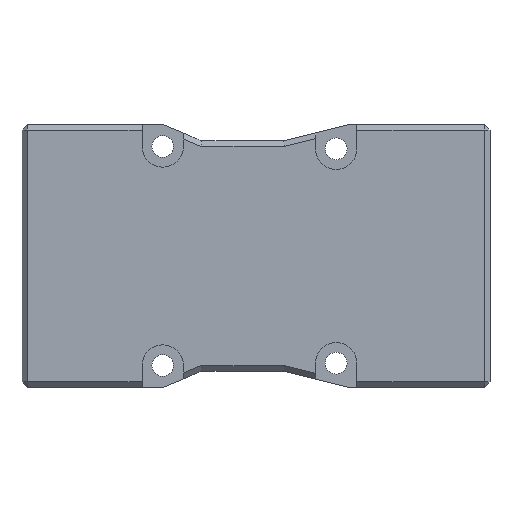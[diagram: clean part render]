
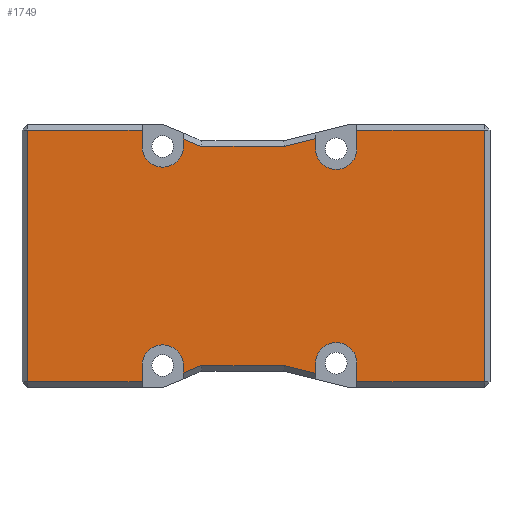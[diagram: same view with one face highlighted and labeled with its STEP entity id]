
A CAD part, front view. The second image highlights one B-rep face of the part: STEP entity #1749.
In plain terms, the highlighted planar face has unit normal (0, -1, 0).
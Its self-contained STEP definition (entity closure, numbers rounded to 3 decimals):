
#35=CIRCLE('',#1858,1.9);
#36=CIRCLE('',#1859,1.9);
#37=CIRCLE('',#1860,1.9);
#38=CIRCLE('',#1861,1.9);
#63=FACE_OUTER_BOUND('',#157,.T.);
#157=EDGE_LOOP('',(#1164,#1165,#1166,#1167,#1168,#1169,#1170,#1171,#1172,
#1173,#1174,#1175,#1176,#1177,#1178,#1179,#1180,#1181,#1182,#1183,#1184,
#1185,#1186,#1187));
#257=LINE('',#2451,#491);
#259=LINE('',#2455,#493);
#262=LINE('',#2461,#496);
#265=LINE('',#2467,#499);
#269=LINE('',#2475,#503);
#270=LINE('',#2479,#504);
#271=LINE('',#2481,#505);
#272=LINE('',#2483,#506);
#273=LINE('',#2485,#507);
#274=LINE('',#2487,#508);
#275=LINE('',#2491,#509);
#276=LINE('',#2493,#510);
#277=LINE('',#2495,#511);
#278=LINE('',#2497,#512);
#279=LINE('',#2499,#513);
#280=LINE('',#2503,#514);
#281=LINE('',#2505,#515);
#282=LINE('',#2507,#516);
#283=LINE('',#2509,#517);
#284=LINE('',#2511,#518);
#491=VECTOR('',#1977,10.);
#493=VECTOR('',#1981,10.);
#496=VECTOR('',#1986,10.);
#499=VECTOR('',#1991,10.);
#503=VECTOR('',#1997,10.);
#504=VECTOR('',#2000,10.);
#505=VECTOR('',#2001,10.);
#506=VECTOR('',#2002,10.);
#507=VECTOR('',#2003,10.);
#508=VECTOR('',#2004,10.);
#509=VECTOR('',#2007,10.);
#510=VECTOR('',#2008,10.);
#511=VECTOR('',#2009,10.);
#512=VECTOR('',#2010,10.);
#513=VECTOR('',#2011,10.);
#514=VECTOR('',#2014,10.);
#515=VECTOR('',#2015,10.);
#516=VECTOR('',#2016,10.);
#517=VECTOR('',#2017,10.);
#518=VECTOR('',#2018,10.);
#725=VERTEX_POINT('',#2448);
#726=VERTEX_POINT('',#2450);
#727=VERTEX_POINT('',#2454);
#729=VERTEX_POINT('',#2460);
#731=VERTEX_POINT('',#2466);
#734=VERTEX_POINT('',#2474);
#735=VERTEX_POINT('',#2476);
#736=VERTEX_POINT('',#2478);
#737=VERTEX_POINT('',#2480);
#738=VERTEX_POINT('',#2482);
#739=VERTEX_POINT('',#2484);
#740=VERTEX_POINT('',#2486);
#741=VERTEX_POINT('',#2488);
#742=VERTEX_POINT('',#2490);
#743=VERTEX_POINT('',#2492);
#744=VERTEX_POINT('',#2494);
#745=VERTEX_POINT('',#2496);
#746=VERTEX_POINT('',#2498);
#747=VERTEX_POINT('',#2500);
#748=VERTEX_POINT('',#2502);
#749=VERTEX_POINT('',#2504);
#750=VERTEX_POINT('',#2506);
#751=VERTEX_POINT('',#2508);
#752=VERTEX_POINT('',#2510);
#891=EDGE_CURVE('',#725,#726,#257,.T.);
#893=EDGE_CURVE('',#726,#727,#259,.T.);
#896=EDGE_CURVE('',#727,#729,#262,.T.);
#899=EDGE_CURVE('',#731,#729,#265,.T.);
#903=EDGE_CURVE('',#725,#734,#269,.T.);
#904=EDGE_CURVE('',#734,#735,#35,.T.);
#905=EDGE_CURVE('',#735,#736,#270,.T.);
#906=EDGE_CURVE('',#737,#736,#271,.T.);
#907=EDGE_CURVE('',#738,#737,#272,.T.);
#908=EDGE_CURVE('',#739,#738,#273,.T.);
#909=EDGE_CURVE('',#739,#740,#274,.T.);
#910=EDGE_CURVE('',#740,#741,#36,.T.);
#911=EDGE_CURVE('',#741,#742,#275,.T.);
#912=EDGE_CURVE('',#743,#742,#276,.T.);
#913=EDGE_CURVE('',#744,#743,#277,.T.);
#914=EDGE_CURVE('',#745,#744,#278,.T.);
#915=EDGE_CURVE('',#745,#746,#279,.T.);
#916=EDGE_CURVE('',#746,#747,#37,.T.);
#917=EDGE_CURVE('',#747,#748,#280,.T.);
#918=EDGE_CURVE('',#749,#748,#281,.T.);
#919=EDGE_CURVE('',#750,#749,#282,.T.);
#920=EDGE_CURVE('',#751,#750,#283,.T.);
#921=EDGE_CURVE('',#751,#752,#284,.T.);
#922=EDGE_CURVE('',#752,#731,#38,.T.);
#1164=ORIENTED_EDGE('',*,*,#896,.F.);
#1165=ORIENTED_EDGE('',*,*,#893,.F.);
#1166=ORIENTED_EDGE('',*,*,#891,.F.);
#1167=ORIENTED_EDGE('',*,*,#903,.T.);
#1168=ORIENTED_EDGE('',*,*,#904,.T.);
#1169=ORIENTED_EDGE('',*,*,#905,.T.);
#1170=ORIENTED_EDGE('',*,*,#906,.F.);
#1171=ORIENTED_EDGE('',*,*,#907,.F.);
#1172=ORIENTED_EDGE('',*,*,#908,.F.);
#1173=ORIENTED_EDGE('',*,*,#909,.T.);
#1174=ORIENTED_EDGE('',*,*,#910,.T.);
#1175=ORIENTED_EDGE('',*,*,#911,.T.);
#1176=ORIENTED_EDGE('',*,*,#912,.F.);
#1177=ORIENTED_EDGE('',*,*,#913,.F.);
#1178=ORIENTED_EDGE('',*,*,#914,.F.);
#1179=ORIENTED_EDGE('',*,*,#915,.T.);
#1180=ORIENTED_EDGE('',*,*,#916,.T.);
#1181=ORIENTED_EDGE('',*,*,#917,.T.);
#1182=ORIENTED_EDGE('',*,*,#918,.F.);
#1183=ORIENTED_EDGE('',*,*,#919,.F.);
#1184=ORIENTED_EDGE('',*,*,#920,.F.);
#1185=ORIENTED_EDGE('',*,*,#921,.T.);
#1186=ORIENTED_EDGE('',*,*,#922,.T.);
#1187=ORIENTED_EDGE('',*,*,#899,.T.);
#1667=PLANE('',#1857);
#1749=ADVANCED_FACE('',(#63),#1667,.T.);
#1857=AXIS2_PLACEMENT_3D('',#2473,#1995,#1996);
#1858=AXIS2_PLACEMENT_3D('',#2477,#1998,#1999);
#1859=AXIS2_PLACEMENT_3D('',#2489,#2005,#2006);
#1860=AXIS2_PLACEMENT_3D('',#2501,#2012,#2013);
#1861=AXIS2_PLACEMENT_3D('',#2512,#2019,#2020);
#1977=DIRECTION('',(0.922,0.,-0.388));
#1981=DIRECTION('',(1.,0.,0.));
#1986=DIRECTION('',(0.97,0.,0.243));
#1991=DIRECTION('',(0.,0.,1.));
#1995=DIRECTION('center_axis',(0.,-1.,0.));
#1996=DIRECTION('ref_axis',(1.,0.,0.));
#1997=DIRECTION('',(0.,0.,-1.));
#1998=DIRECTION('center_axis',(0.,1.,0.));
#1999=DIRECTION('ref_axis',(1.,0.,0.));
#2000=DIRECTION('',(0.,0.,1.));
#2001=DIRECTION('',(1.,0.,0.));
#2002=DIRECTION('',(0.,0.,1.));
#2003=DIRECTION('',(-1.,0.,0.));
#2004=DIRECTION('',(0.,0.,1.));
#2005=DIRECTION('center_axis',(0.,1.,0.));
#2006=DIRECTION('ref_axis',(1.,0.,0.));
#2007=DIRECTION('',(0.,0.,-1.));
#2008=DIRECTION('',(-0.922,0.,-0.388));
#2009=DIRECTION('',(-1.,0.,0.));
#2010=DIRECTION('',(-0.97,0.,0.243));
#2011=DIRECTION('',(0.,0.,1.));
#2012=DIRECTION('center_axis',(0.,1.,0.));
#2013=DIRECTION('ref_axis',(1.,0.,0.));
#2014=DIRECTION('',(0.,0.,-1.));
#2015=DIRECTION('',(-1.,0.,0.));
#2016=DIRECTION('',(0.,0.,-1.));
#2017=DIRECTION('',(1.,0.,0.));
#2018=DIRECTION('',(0.,0.,-1.));
#2019=DIRECTION('center_axis',(0.,1.,0.));
#2020=DIRECTION('ref_axis',(1.,0.,0.));
#2448=CARTESIAN_POINT('',(27.681,-15.783,6.741));
#2450=CARTESIAN_POINT('',(29.286,-15.783,6.066));
#2451=CARTESIAN_POINT('',(33.206,-15.783,4.416));
#2454=CARTESIAN_POINT('',(36.984,-15.783,6.066));
#2455=CARTESIAN_POINT('',(35.648,-15.783,6.066));
#2460=CARTESIAN_POINT('',(39.854,-15.783,6.783));
#2461=CARTESIAN_POINT('',(37.597,-15.783,6.219));
#2466=CARTESIAN_POINT('',(39.854,-15.783,5.841));
#2467=CARTESIAN_POINT('',(39.854,-15.783,0.903));
#2473=CARTESIAN_POINT('Origin',(34.373,-15.783,-4.034));
#2474=CARTESIAN_POINT('',(27.681,-15.783,6.049));
#2475=CARTESIAN_POINT('',(27.681,-15.783,1.624));
#2476=CARTESIAN_POINT('',(23.881,-15.783,6.049));
#2477=CARTESIAN_POINT('Origin',(25.781,-15.783,6.049));
#2478=CARTESIAN_POINT('',(23.881,-15.783,7.566));
#2479=CARTESIAN_POINT('',(23.881,-15.783,1.007));
#2480=CARTESIAN_POINT('',(13.323,-15.783,7.566));
#2481=CARTESIAN_POINT('',(30.098,-15.783,7.566));
#2482=CARTESIAN_POINT('',(13.323,-15.783,-15.634));
#2483=CARTESIAN_POINT('',(13.323,-15.783,-8.784));
#2484=CARTESIAN_POINT('',(23.881,-15.783,-15.634));
#2485=CARTESIAN_POINT('',(23.598,-15.783,-15.634));
#2486=CARTESIAN_POINT('',(23.881,-15.783,-14.118));
#2487=CARTESIAN_POINT('',(23.881,-15.783,-9.076));
#2488=CARTESIAN_POINT('',(27.681,-15.783,-14.118));
#2489=CARTESIAN_POINT('Origin',(25.781,-15.783,-14.118));
#2490=CARTESIAN_POINT('',(27.681,-15.783,-14.81));
#2491=CARTESIAN_POINT('',(27.681,-15.783,-9.693));
#2492=CARTESIAN_POINT('',(29.286,-15.783,-14.134));
#2493=CARTESIAN_POINT('',(31.424,-15.783,-13.235));
#2494=CARTESIAN_POINT('',(36.984,-15.783,-14.134));
#2495=CARTESIAN_POINT('',(31.88,-15.783,-14.134));
#2496=CARTESIAN_POINT('',(39.854,-15.783,-14.852));
#2497=CARTESIAN_POINT('',(34.597,-15.783,-13.538));
#2498=CARTESIAN_POINT('',(39.854,-15.783,-13.909));
#2499=CARTESIAN_POINT('',(39.854,-15.783,-8.972));
#2500=CARTESIAN_POINT('',(43.654,-15.783,-13.909));
#2501=CARTESIAN_POINT('Origin',(41.754,-15.783,-13.909));
#2502=CARTESIAN_POINT('',(43.654,-15.783,-15.634));
#2503=CARTESIAN_POINT('',(43.654,-15.783,-10.084));
#2504=CARTESIAN_POINT('',(55.423,-15.783,-15.634));
#2505=CARTESIAN_POINT('',(38.648,-15.783,-15.634));
#2506=CARTESIAN_POINT('',(55.423,-15.783,7.566));
#2507=CARTESIAN_POINT('',(55.423,-15.783,-10.084));
#2508=CARTESIAN_POINT('',(43.654,-15.783,7.566));
#2509=CARTESIAN_POINT('',(45.148,-15.783,7.566));
#2510=CARTESIAN_POINT('',(43.654,-15.783,5.841));
#2511=CARTESIAN_POINT('',(43.654,-15.783,2.016));
#2512=CARTESIAN_POINT('Origin',(41.754,-15.783,5.841));
